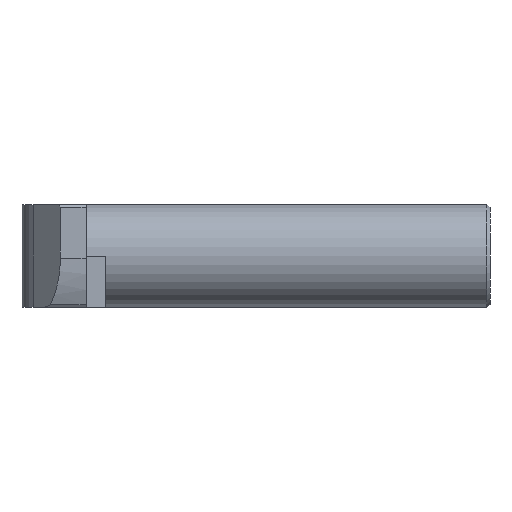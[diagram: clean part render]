
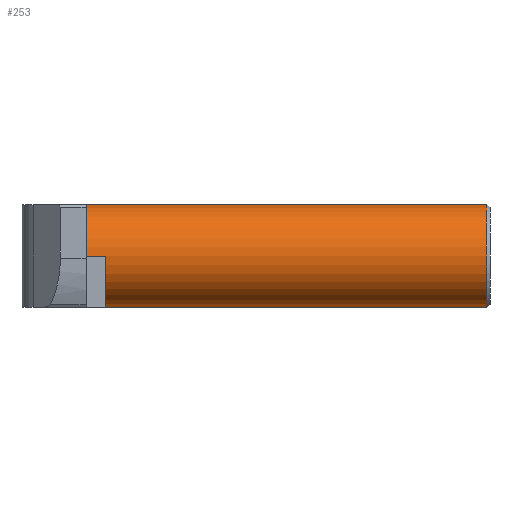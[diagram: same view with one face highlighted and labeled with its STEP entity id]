
A CAD part, left-side view. The second image highlights one B-rep face of the part: STEP entity #253.
In plain terms, the highlighted cylindrical face has radius 4 mm (diameter 8 mm), a partial arc.
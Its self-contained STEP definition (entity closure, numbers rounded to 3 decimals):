
#8 = ORIENTED_EDGE ( 'NONE', *, *, #638, .F. ) ;
#9 = ORIENTED_EDGE ( 'NONE', *, *, #833, .F. ) ;
#10 = ORIENTED_EDGE ( 'NONE', *, *, #665, .T. ) ;
#11 = ORIENTED_EDGE ( 'NONE', *, *, #843, .T. ) ;
#71 = FACE_OUTER_BOUND ( 'NONE', #783, .T. ) ;
#72 = CYLINDRICAL_SURFACE ( 'NONE', #191, 4. ) ;
#76 = VERTEX_POINT ( 'NONE', #674 ) ;
#92 = VERTEX_POINT ( 'NONE', #721 ) ;
#95 = VERTEX_POINT ( 'NONE', #724 ) ;
#103 = LINE ( 'NONE', #451, #104 ) ;
#104 = VECTOR ( 'NONE', #452, 1000. ) ;
#135 = LINE ( 'NONE', #491, #136 ) ;
#136 = VECTOR ( 'NONE', #492, 1000. ) ;
#137 = LINE ( 'NONE', #493, #138 ) ;
#138 = VECTOR ( 'NONE', #494, 1000. ) ;
#191 = AXIS2_PLACEMENT_3D ( 'NONE', #429, #430, #431 ) ;
#206 = AXIS2_PLACEMENT_3D ( 'NONE', #279, #280, #281 ) ;
#207 = AXIS2_PLACEMENT_3D ( 'NONE', #282, #283, #284 ) ;
#209 = AXIS2_PLACEMENT_3D ( 'NONE', #304, #305, #306 ) ;
#253 = ADVANCED_FACE ( 'NONE', ( #71 ), #72, .T. ) ;
#279 = CARTESIAN_POINT ( 'NONE',  ( -9., -1.75, -4. ) ) ;
#280 = DIRECTION ( 'NONE',  ( 0., 1., 0. ) ) ;
#281 = DIRECTION ( 'NONE',  ( 0., 0., -1. ) ) ;
#282 = CARTESIAN_POINT ( 'NONE',  ( -9., -3.25, -4. ) ) ;
#283 = DIRECTION ( 'NONE',  ( 0., 1., 0. ) ) ;
#284 = DIRECTION ( 'NONE',  ( 0., 0., -1. ) ) ;
#287 = CARTESIAN_POINT ( 'NONE',  ( -9., -17.375, 0. ) ) ;
#288 = DIRECTION ( 'NONE',  ( 0., -1., 0. ) ) ;
#304 = CARTESIAN_POINT ( 'NONE',  ( -9., -33., -4. ) ) ;
#305 = DIRECTION ( 'NONE',  ( 0., 1., 0. ) ) ;
#306 = DIRECTION ( 'NONE',  ( 0., 0., 1. ) ) ;
#350 = CIRCLE ( 'NONE', #206, 4. ) ;
#352 = CIRCLE ( 'NONE', #207, 4. ) ;
#354 = LINE ( 'NONE', #287, #355 ) ;
#355 = VECTOR ( 'NONE', #288, 1000. ) ;
#369 = CIRCLE ( 'NONE', #209, 4. ) ;
#429 = CARTESIAN_POINT ( 'NONE',  ( -9., -1.75, -4. ) ) ;
#430 = DIRECTION ( 'NONE',  ( 0., -1., 0. ) ) ;
#431 = DIRECTION ( 'NONE',  ( 0., 0., -1. ) ) ;
#451 = CARTESIAN_POINT ( 'NONE',  ( -13., -2.5, -4. ) ) ;
#452 = DIRECTION ( 'NONE',  ( 0., 1., 0. ) ) ;
#491 = CARTESIAN_POINT ( 'NONE',  ( -9., -1.75, -8. ) ) ;
#492 = DIRECTION ( 'NONE',  ( 0., -1., 0. ) ) ;
#493 = CARTESIAN_POINT ( 'NONE',  ( -9., -1.75, 0. ) ) ;
#494 = DIRECTION ( 'NONE',  ( 0., -1., 0. ) ) ;
#506 = CARTESIAN_POINT ( 'NONE',  ( -9., -33., -8. ) ) ;
#510 = CARTESIAN_POINT ( 'NONE',  ( -9., -33., 0. ) ) ;
#515 = CARTESIAN_POINT ( 'NONE',  ( -9., -3.25, -8. ) ) ;
#516 = CARTESIAN_POINT ( 'NONE',  ( -9., -3.25, 0. ) ) ;
#638 = EDGE_CURVE ( 'NONE', #76, #95, #103, .T. ) ;
#661 = ORIENTED_EDGE ( 'NONE', *, *, #832, .F. ) ;
#665 = EDGE_CURVE ( 'NONE', #697, #688, #135, .T. ) ;
#666 = EDGE_CURVE ( 'NONE', #698, #692, #137, .T. ) ;
#671 = ORIENTED_EDGE ( 'NONE', *, *, #666, .F. ) ;
#672 = ORIENTED_EDGE ( 'NONE', *, *, #835, .F. ) ;
#674 = CARTESIAN_POINT ( 'NONE',  ( -13., -3.25, -4. ) ) ;
#688 = VERTEX_POINT ( 'NONE', #506 ) ;
#692 = VERTEX_POINT ( 'NONE', #510 ) ;
#697 = VERTEX_POINT ( 'NONE', #515 ) ;
#698 = VERTEX_POINT ( 'NONE', #516 ) ;
#721 = CARTESIAN_POINT ( 'NONE',  ( -9., -1.75, 0. ) ) ;
#724 = CARTESIAN_POINT ( 'NONE',  ( -13., -1.75, -4. ) ) ;
#783 = EDGE_LOOP ( 'NONE', ( #671, #672, #661, #8, #9, #10, #11 ) ) ;
#832 = EDGE_CURVE ( 'NONE', #95, #92, #350, .T. ) ;
#833 = EDGE_CURVE ( 'NONE', #697, #76, #352, .T. ) ;
#835 = EDGE_CURVE ( 'NONE', #92, #698, #354, .T. ) ;
#843 = EDGE_CURVE ( 'NONE', #688, #692, #369, .T. ) ;
